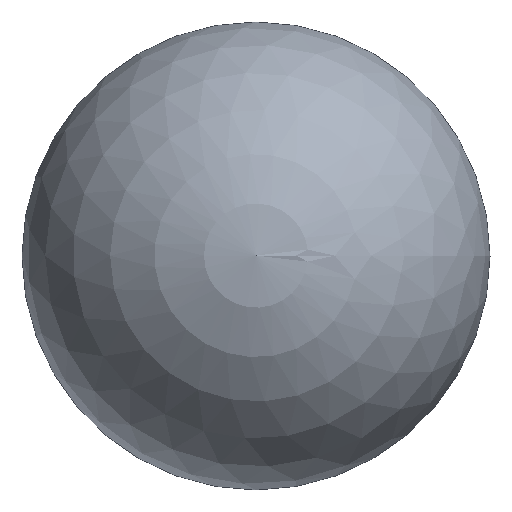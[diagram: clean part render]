
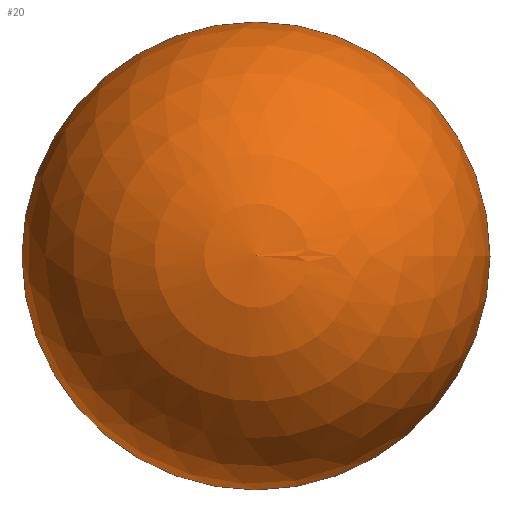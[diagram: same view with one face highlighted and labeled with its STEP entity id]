
A CAD part, top view. The second image highlights one B-rep face of the part: STEP entity #20.
In plain terms, the highlighted spherical face has radius 37 mm.
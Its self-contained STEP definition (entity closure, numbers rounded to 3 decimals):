
#1 = DIRECTION ( 'NONE',  ( 0., 0., -1. ) ) ;
#4 = EDGE_LOOP ( 'NONE', ( #98, #26 ) ) ;
#5 = DIRECTION ( 'NONE',  ( 1., 0., 0. ) ) ;
#6 = AXIS2_PLACEMENT_3D ( 'NONE', #71, #1, #5 ) ;
#11 = EDGE_CURVE ( 'NONE', #52, #44, #82, .T. ) ;
#20 = ADVANCED_FACE ( 'NONE', ( #51 ), #42, .T. ) ;
#22 = CARTESIAN_POINT ( 'NONE',  ( 0., -37., 0. ) ) ;
#26 = ORIENTED_EDGE ( 'NONE', *, *, #11, .T. ) ;
#27 = CIRCLE ( 'NONE', #107, 37. ) ;
#34 = CARTESIAN_POINT ( 'NONE',  ( 0., 0., 0. ) ) ;
#42 = SPHERICAL_SURFACE ( 'NONE', #6, 37. ) ;
#44 = VERTEX_POINT ( 'NONE', #86 ) ;
#51 = FACE_OUTER_BOUND ( 'NONE', #4, .T. ) ;
#52 = VERTEX_POINT ( 'NONE', #22 ) ;
#55 = DIRECTION ( 'NONE',  ( 0., 0., -1. ) ) ;
#71 = CARTESIAN_POINT ( 'NONE',  ( 0., 0., 0. ) ) ;
#82 = CIRCLE ( 'NONE', #102, 37. ) ;
#86 = CARTESIAN_POINT ( 'NONE',  ( 0., 37., 0. ) ) ;
#88 = DIRECTION ( 'NONE',  ( 0., 0., 1. ) ) ;
#89 = DIRECTION ( 'NONE',  ( -1., 0., 0. ) ) ;
#90 = CARTESIAN_POINT ( 'NONE',  ( 0., 0., 0. ) ) ;
#95 = EDGE_CURVE ( 'NONE', #52, #44, #27, .T. ) ;
#98 = ORIENTED_EDGE ( 'NONE', *, *, #95, .F. ) ;
#102 = AXIS2_PLACEMENT_3D ( 'NONE', #34, #88, #113 ) ;
#107 = AXIS2_PLACEMENT_3D ( 'NONE', #90, #55, #89 ) ;
#113 = DIRECTION ( 'NONE',  ( 1., 0., 0. ) ) ;
